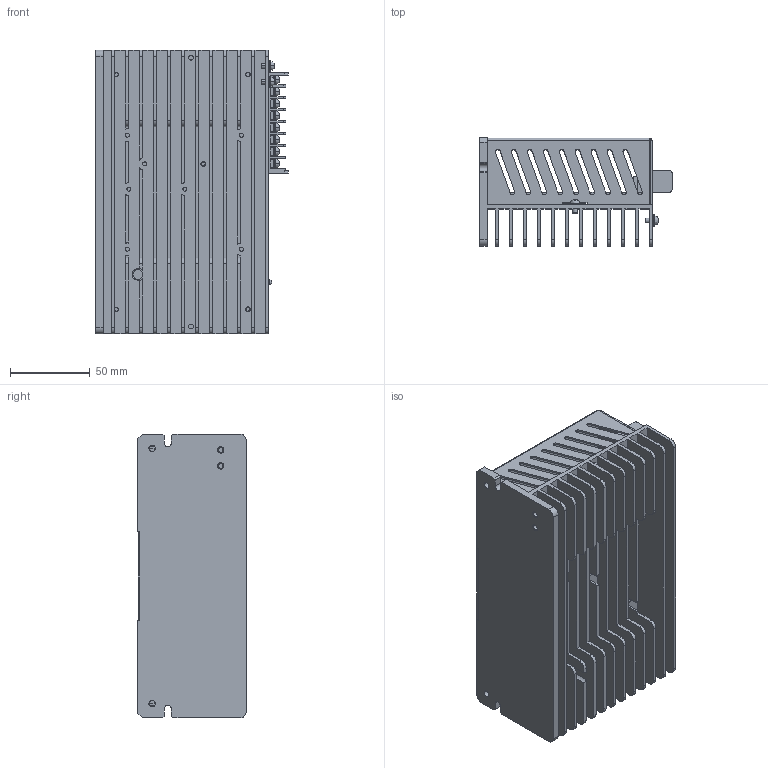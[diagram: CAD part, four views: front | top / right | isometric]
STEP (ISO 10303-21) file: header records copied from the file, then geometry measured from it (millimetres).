
FILE_DESCRIPTION((''),'2;1');
FILE_NAME('RT-R110PULS','2025-03-21T15:37:30',('ruiwe'),(''),'CREO PARAMETRIC BY PTC INC, 2021063','CREO PARAMETRIC BY PTC INC, 2021063','');
FILE_SCHEMA(('CONFIG_CONTROL_DESIGN','SHAPE_APPEARANCE_LAYERS_GROUPS'));
Products named in the file (1): RT-R110PULS
Bounding box: 120.5 x 68 x 178 mm (x, y, z)
Volume: 250182.9 mm3; surface area: 242757.3 mm2
Topology: 3 solids, 4 shells, 1848 faces, 4804 edges, 2987 vertices
Faces by surface type: plane 1097, cylinder 426, cone 175, bspline 74, sphere 52, torus 24
Entity records: 64896 total; most frequent: CARTESIAN_POINT 12966, ORIENTED_EDGE 9504, DIRECTION 9275, EDGE_CURVE 4752, AXIS2_PLACEMENT_3D 3169, VERTEX_POINT 2988, VECTOR 2937, LINE 2937
